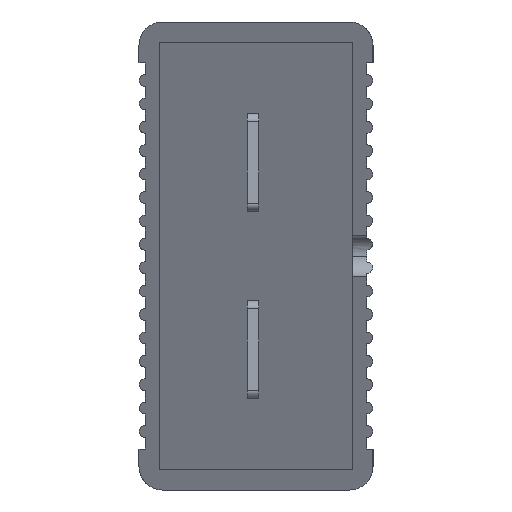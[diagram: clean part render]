
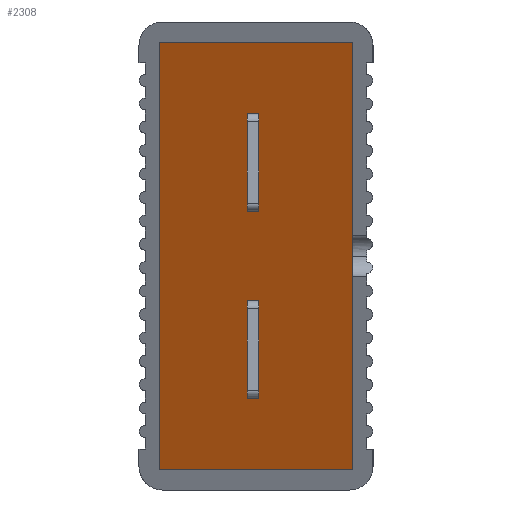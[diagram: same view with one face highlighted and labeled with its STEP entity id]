
A CAD part, left-side view. The second image highlights one B-rep face of the part: STEP entity #2308.
In plain terms, the highlighted planar face has unit normal (-0.832, 0.555, 0).
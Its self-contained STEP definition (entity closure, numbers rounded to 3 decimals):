
#442=VERTEX_POINT('',#3795);
#443=VERTEX_POINT('',#3797);
#444=VERTEX_POINT('',#3804);
#445=VERTEX_POINT('',#3806);
#673=VECTOR('',#3021,1.);
#676=VECTOR('',#3026,1.);
#677=VECTOR('',#3027,1.);
#678=VECTOR('',#3028,1.);
#912=LINE('',#3798,#673);
#915=LINE('',#3803,#676);
#916=LINE('',#3805,#677);
#917=LINE('',#3807,#678);
#1233=EDGE_CURVE('',#442,#443,#912,.T.);
#1236=EDGE_CURVE('',#443,#444,#915,.T.);
#1237=EDGE_CURVE('',#445,#444,#916,.T.);
#1238=EDGE_CURVE('',#442,#445,#917,.T.);
#1815=ORIENTED_EDGE('',*,*,#1236,.T.);
#1816=ORIENTED_EDGE('',*,*,#1237,.F.);
#1817=ORIENTED_EDGE('',*,*,#1238,.F.);
#1818=ORIENTED_EDGE('',*,*,#1233,.T.);
#2062=EDGE_LOOP('',(#1815,#1816,#1817,#1818));
#2185=FACE_BOUND('',#2062,.T.);
#2308=ADVANCED_FACE('',(#2185),#3986,.T.);
#2501=AXIS2_PLACEMENT_3D('',#3802,#3025,$);
#3021=DIRECTION('',(-0.555,-0.832,0.));
#3025=DIRECTION('',(-0.832,0.555,0.));
#3026=DIRECTION('',(0.,0.,1.));
#3027=DIRECTION('',(-0.555,-0.832,0.));
#3028=DIRECTION('',(0.,0.,1.));
#3795=CARTESIAN_POINT('',(-131.206,27.4,-27.4));
#3797=CARTESIAN_POINT('',(-147.739,2.6,-27.4));
#3798=CARTESIAN_POINT('',(-131.206,27.4,-27.4));
#3802=CARTESIAN_POINT('',(-131.206,27.4,-27.4));
#3803=CARTESIAN_POINT('',(-147.739,2.6,-27.4));
#3804=CARTESIAN_POINT('',(-147.739,2.6,27.4));
#3805=CARTESIAN_POINT('',(-131.206,27.4,27.4));
#3806=CARTESIAN_POINT('',(-131.206,27.4,27.4));
#3807=CARTESIAN_POINT('',(-131.206,27.4,-27.4));
#3986=PLANE('',#2501);
